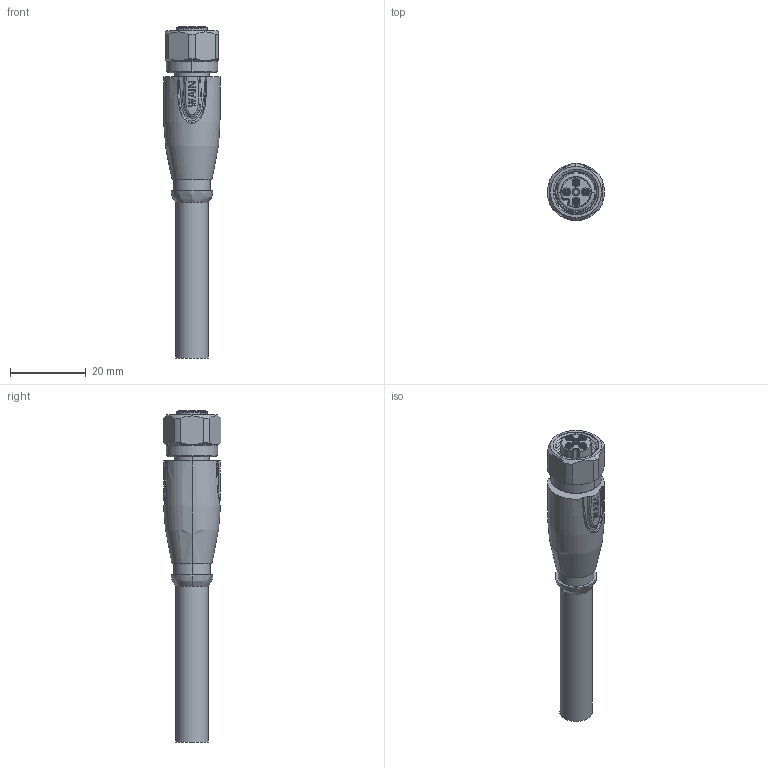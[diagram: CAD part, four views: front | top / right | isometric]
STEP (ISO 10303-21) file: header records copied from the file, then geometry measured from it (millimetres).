
FILE_DESCRIPTION(/* description */ (''),/* implementation_level */ '2;1');
FILE_NAME(/* name */ '555.stp',/* time_stamp */ '2024-01-30T13:53:09+08:00',/* author */ (''),/* organization */ (''),/* preprocessor_version */ 'ST-DEVELOPER v18.1',/* originating_system */ 'SIEMENS PLM Software NX 1980',/* authorisation */ '');
FILE_SCHEMA (('AUTOMOTIVE_DESIGN { 1 0 10303 214 3 1 1 1 }'));
Length unit declared in the file: millimetre
Products named in the file (1): 555
Bounding box: 15 x 15.2 x 87.4 mm (x, y, z)
Volume: 8412.9 mm3; surface area: 4708.6 mm2
Topology: 5 solids, 5 shells, 349 faces, 996 edges, 657 vertices
Faces by surface type: plane 137, cylinder 121, cone 57, bspline 15, torus 13, revolution 4, sphere 2
Full cylindrical faces by diameter (mm): 8.5 x1
Entity records: 16802 total; most frequent: CARTESIAN_POINT 8449, ORIENTED_EDGE 1958, DIRECTION 1475, EDGE_CURVE 979, VERTEX_POINT 653, AXIS2_PLACEMENT_3D 631, B_SPLINE_CURVE_WITH_KNOTS 467, EDGE_LOOP 378
